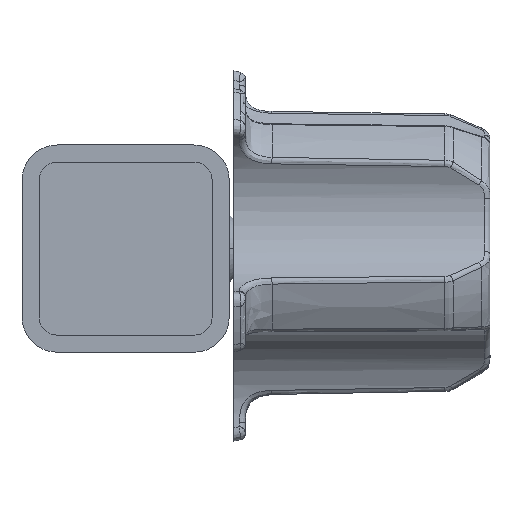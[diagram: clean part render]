
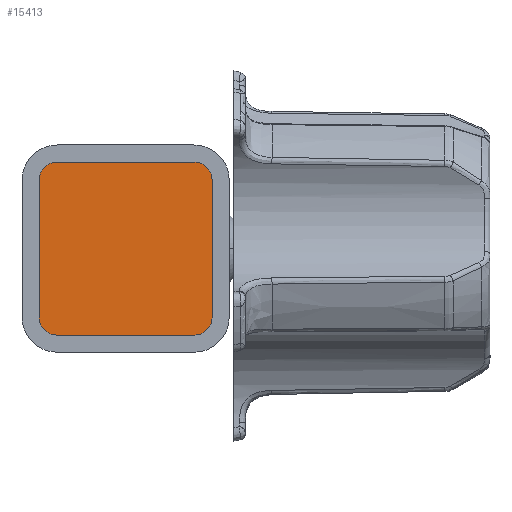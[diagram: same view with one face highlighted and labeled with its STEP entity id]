
A CAD part, left-side view. The second image highlights one B-rep face of the part: STEP entity #15413.
In plain terms, the highlighted planar face has unit normal (-1, 0, 0).
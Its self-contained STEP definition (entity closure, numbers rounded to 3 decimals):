
#166 = ORIENTED_EDGE ( 'NONE', *, *, #9452, .F. ) ;
#409 = CARTESIAN_POINT ( 'NONE',  ( 15., -12., -15.2 ) ) ;
#809 = CARTESIAN_POINT ( 'NONE',  ( 15., 15.2, 12. ) ) ;
#1063 = CARTESIAN_POINT ( 'NONE',  ( 15., 15.2, -12. ) ) ;
#1149 = CARTESIAN_POINT ( 'NONE',  ( 15., -12., 12. ) ) ;
#1756 = LINE ( 'NONE', #22448, #18734 ) ;
#1903 = LINE ( 'NONE', #14582, #21559 ) ;
#2204 = ORIENTED_EDGE ( 'NONE', *, *, #11551, .F. ) ;
#2754 = CARTESIAN_POINT ( 'NONE',  ( 15., -12., -12. ) ) ;
#2759 = CIRCLE ( 'NONE', #18721, 3.2 ) ;
#3285 = DIRECTION ( 'NONE',  ( 1., 0., 0. ) ) ;
#3542 = AXIS2_PLACEMENT_3D ( 'NONE', #11191, #3285, #16678 ) ;
#4027 = ORIENTED_EDGE ( 'NONE', *, *, #9144, .F. ) ;
#5633 = VECTOR ( 'NONE', #18201, 1000. ) ;
#5650 = ORIENTED_EDGE ( 'NONE', *, *, #15999, .F. ) ;
#5851 = VERTEX_POINT ( 'NONE', #1063 ) ;
#6617 = EDGE_LOOP ( 'NONE', ( #10791, #15767, #4027, #16032, #166, #11539, #5650, #2204 ) ) ;
#7001 = VERTEX_POINT ( 'NONE', #409 ) ;
#7909 = VERTEX_POINT ( 'NONE', #11459 ) ;
#8580 = CARTESIAN_POINT ( 'NONE',  ( 15., -12., 15.2 ) ) ;
#8585 = VECTOR ( 'NONE', #22553, 1000. ) ;
#8917 = VERTEX_POINT ( 'NONE', #809 ) ;
#9144 = EDGE_CURVE ( 'NONE', #7909, #5851, #2759, .T. ) ;
#9452 = EDGE_CURVE ( 'NONE', #19666, #7001, #19863, .T. ) ;
#9589 = VERTEX_POINT ( 'NONE', #8580 ) ;
#10189 = DIRECTION ( 'NONE',  ( 1., 0., 0. ) ) ;
#10791 = ORIENTED_EDGE ( 'NONE', *, *, #11375, .F. ) ;
#10971 = EDGE_CURVE ( 'NONE', #7001, #7909, #19037, .T. ) ;
#11191 = CARTESIAN_POINT ( 'NONE',  ( 15., 12., 12. ) ) ;
#11375 = EDGE_CURVE ( 'NONE', #8917, #19249, #20264, .T. ) ;
#11459 = CARTESIAN_POINT ( 'NONE',  ( 15., 12., -15.2 ) ) ;
#11539 = ORIENTED_EDGE ( 'NONE', *, *, #22005, .F. ) ;
#11551 = EDGE_CURVE ( 'NONE', #19249, #9589, #1756, .T. ) ;
#11902 = CARTESIAN_POINT ( 'NONE',  ( 15., 12., -12. ) ) ;
#12367 = DIRECTION ( 'NONE',  ( 1., 0., 0. ) ) ;
#12969 = CIRCLE ( 'NONE', #14131, 3.2 ) ;
#13108 = DIRECTION ( 'NONE',  ( 0., 0., 1. ) ) ;
#13118 = CARTESIAN_POINT ( 'NONE',  ( 15., 12., 12. ) ) ;
#13497 = DIRECTION ( 'NONE',  ( 0., 1., 0. ) ) ;
#13714 = VERTEX_POINT ( 'NONE', #18126 ) ;
#14131 = AXIS2_PLACEMENT_3D ( 'NONE', #1149, #12367, #14321 ) ;
#14321 = DIRECTION ( 'NONE',  ( 0., 1., 0. ) ) ;
#14582 = CARTESIAN_POINT ( 'NONE',  ( 15., 15.2, 4.175 ) ) ;
#14831 = DIRECTION ( 'NONE',  ( 1., 0., 0. ) ) ;
#14907 = LINE ( 'NONE', #24023, #5633 ) ;
#15413 = ADVANCED_FACE ( 'NONE', ( #18246 ), #18607, .F. ) ;
#15767 = ORIENTED_EDGE ( 'NONE', *, *, #21485, .F. ) ;
#15999 = EDGE_CURVE ( 'NONE', #9589, #13714, #12969, .T. ) ;
#16032 = ORIENTED_EDGE ( 'NONE', *, *, #10971, .F. ) ;
#16678 = DIRECTION ( 'NONE',  ( 0., 1., 0. ) ) ;
#17657 = CARTESIAN_POINT ( 'NONE',  ( 15., -15.2, -12. ) ) ;
#18126 = CARTESIAN_POINT ( 'NONE',  ( 15., -15.2, 12. ) ) ;
#18201 = DIRECTION ( 'NONE',  ( 0., 0., -1. ) ) ;
#18246 = FACE_OUTER_BOUND ( 'NONE', #6617, .T. ) ;
#18607 = PLANE ( 'NONE',  #20340 ) ;
#18721 = AXIS2_PLACEMENT_3D ( 'NONE', #11902, #22857, #21149 ) ;
#18734 = VECTOR ( 'NONE', #24026, 1000. ) ;
#19037 = LINE ( 'NONE', #19389, #8585 ) ;
#19249 = VERTEX_POINT ( 'NONE', #21924 ) ;
#19389 = CARTESIAN_POINT ( 'NONE',  ( 15., 4.175, -15.2 ) ) ;
#19666 = VERTEX_POINT ( 'NONE', #17657 ) ;
#19863 = CIRCLE ( 'NONE', #20250, 3.2 ) ;
#20070 = DIRECTION ( 'NONE',  ( 0., 1., 0. ) ) ;
#20250 = AXIS2_PLACEMENT_3D ( 'NONE', #2754, #10189, #13497 ) ;
#20264 = CIRCLE ( 'NONE', #3542, 3.2 ) ;
#20340 = AXIS2_PLACEMENT_3D ( 'NONE', #13118, #14831, #20070 ) ;
#21149 = DIRECTION ( 'NONE',  ( 0., 1., 0. ) ) ;
#21485 = EDGE_CURVE ( 'NONE', #5851, #8917, #1903, .T. ) ;
#21559 = VECTOR ( 'NONE', #13108, 1000. ) ;
#21924 = CARTESIAN_POINT ( 'NONE',  ( 15., 12., 15.2 ) ) ;
#22005 = EDGE_CURVE ( 'NONE', #13714, #19666, #14907, .T. ) ;
#22448 = CARTESIAN_POINT ( 'NONE',  ( 15., -4.175, 15.2 ) ) ;
#22553 = DIRECTION ( 'NONE',  ( 0., 1., 0. ) ) ;
#22857 = DIRECTION ( 'NONE',  ( 1., 0., 0. ) ) ;
#24023 = CARTESIAN_POINT ( 'NONE',  ( 15., -15.2, -4.175 ) ) ;
#24026 = DIRECTION ( 'NONE',  ( 0., -1., 0. ) ) ;
